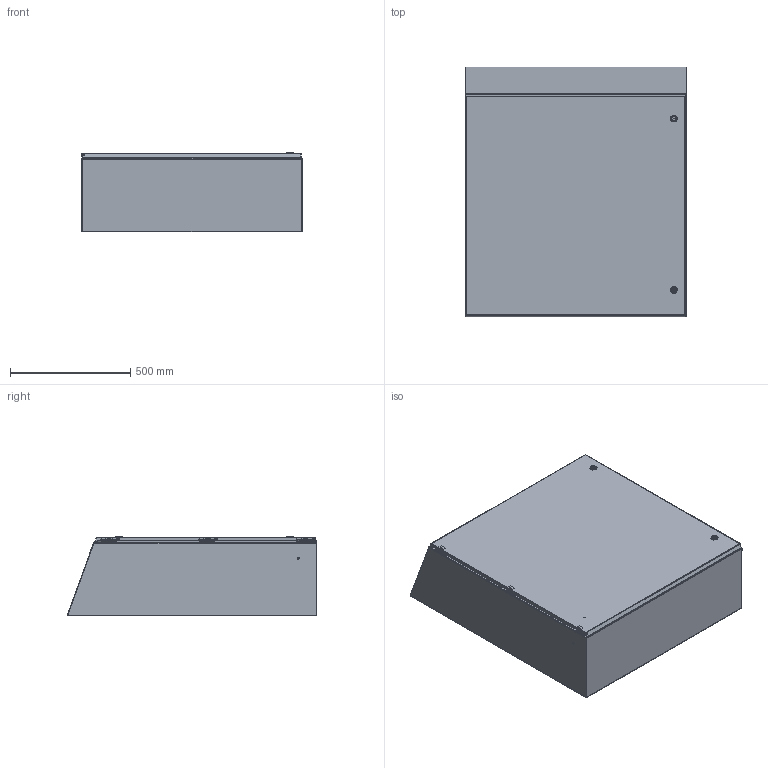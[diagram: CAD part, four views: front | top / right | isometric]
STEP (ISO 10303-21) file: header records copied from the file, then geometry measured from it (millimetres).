
FILE_DESCRIPTION(/* description */ ('N412,SD,ULTIMATE,SLOPE TOP, BACK & 3 SIDES, 36X36X12'),/* implementation_level */ '2;1');
FILE_NAME(/* name */ 'N412363612CST.stp',/* time_stamp */ '2015-06-10T11:36:46-05:00',/* author */ ('jwafer'),/* organization */ (''),/* preprocessor_version */ 'ST-DEVELOPER v15.2',/* originating_system */ 'Autodesk Inventor 2014',/* authorisation */ '');
FILE_SCHEMA (('AUTOMOTIVE_DESIGN { 1 0 10303 214 3 1 1 }'));
Length unit declared in the file: inch
Products named in the file (22): N412363612CSTB3S; HFW3161; 17376 PIN; 17380 SCREW; 17723 BOX LEAF; 17723-UTI BRACKET; 17910 SEALING WASHER; HFW328176; HFW328175; 388150; N4123612CSTTOP; 38846; N4123636CSTLID; 1000-u155_asm; 1000-14_prt; 1000-24_prt; 1000-318; 1000-03; 1000-277-01; 1000-u142_asm; 35124; N412_CST-assm
Bounding box: 914.4 x 1037.55 x 331.32 mm (x, y, z)
Volume: 5935810 mm3; surface area: 6357387.3 mm2
Topology: 53 solids, 61 shells, 2386 faces, 5799 edges, 3549 vertices
Faces by surface type: plane 908, cylinder 878, cone 294, bspline 229, torus 69, sphere 8
Full cylindrical faces by diameter (mm): 2.362 x6, 3.175 x4, 3.317 x102, 3.861 x6, 3.962 x4, 4.166 x102, 4.25 x6, 4.366 x6, 4.572 x8, 4.762 x6, 5 x2, 6 x2, 6.35 x14, 6.502 x6, 6.985 x8, 7.62 x8, 8.128 x6, 8.56 x2, 9.144 x6, 9.9 x2, 10 x4, 10.2 x2, 11.05 x2, 11.112 x4, 12.8 x2, 13.5 x2, 14.3 x8, 15.2 x2, 15.8 x2, 16.1 x4
Entity records: 36775 total; most frequent: CARTESIAN_POINT 13753, DIRECTION 4449, ORIENTED_EDGE 4404, EDGE_CURVE 2203, AXIS2_PLACEMENT_3D 1611, VERTEX_POINT 1422, LINE 1227, VECTOR 1227
